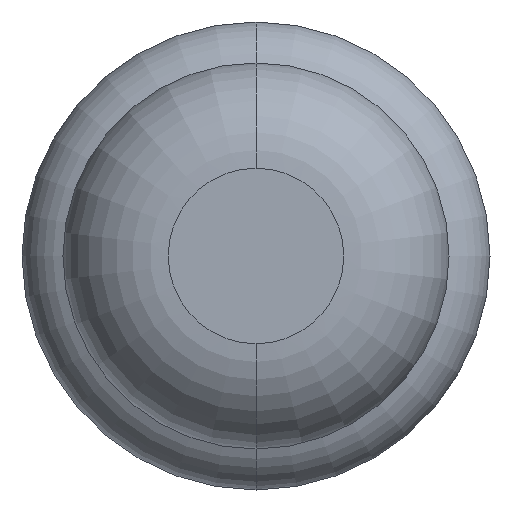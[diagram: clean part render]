
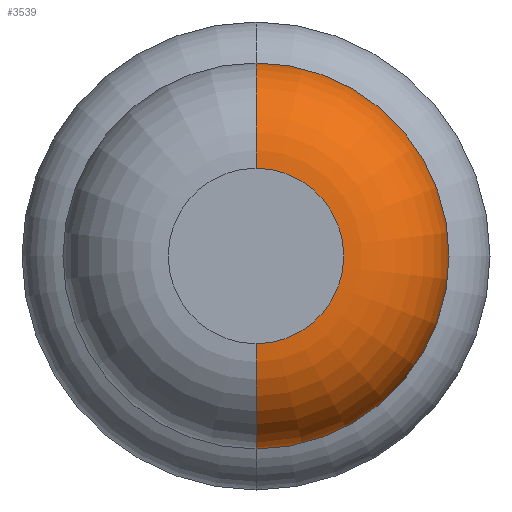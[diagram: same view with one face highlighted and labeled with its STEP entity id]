
A CAD part, front view. The second image highlights one B-rep face of the part: STEP entity #3539.
In plain terms, the highlighted toroidal (fillet/blend) face has major radius 0.375 mm and minor radius 0.45 mm.
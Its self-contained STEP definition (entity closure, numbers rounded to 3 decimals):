
#44 = CIRCLE ( 'NONE', #1117, 0.45 ) ;
#46 = CARTESIAN_POINT ( 'NONE',  ( 0., -30.4, 0.375 ) ) ;
#253 = FACE_OUTER_BOUND ( 'NONE', #3169, .T. ) ;
#332 = EDGE_CURVE ( 'Defeature ausgef�hrt1_6+Defeature ausgef�hrt1_5+Defeature ausgef�hrt1_5+Defeature ausgef�hrt1_5', #1296, #3712, #4186, .T. ) ;
#546 = CARTESIAN_POINT ( 'NONE',  ( 0., -30.4, -0.375 ) ) ;
#557 = CARTESIAN_POINT ( 'NONE',  ( 0., -29.95, 0. ) ) ;
#839 = EDGE_CURVE ( 'Defeature ausgef�hrt1_7+Defeature ausgef�hrt1_6+Defeature ausgef�hrt1_6+Defeature ausgef�hrt1_6', #2046, #3304, #1014, .T. ) ;
#897 = EDGE_CURVE ( 'NONE', #3712, #3304, #1608, .T. ) ;
#1014 = CIRCLE ( 'NONE', #3575, 0.825 ) ;
#1039 = AXIS2_PLACEMENT_3D ( 'NONE', #3383, #1456, #3697 ) ;
#1117 = AXIS2_PLACEMENT_3D ( 'NONE', #1415, #3711, #2730 ) ;
#1243 = DIRECTION ( 'NONE',  ( 0., 1., 0. ) ) ;
#1296 = VERTEX_POINT ( 'NONE', #46 ) ;
#1407 = ORIENTED_EDGE ( 'NONE', *, *, #332, .T. ) ;
#1415 = CARTESIAN_POINT ( 'NONE',  ( 0., -29.95, 0.375 ) ) ;
#1456 = DIRECTION ( 'NONE',  ( 0., 1., 0. ) ) ;
#1479 = ORIENTED_EDGE ( 'NONE', *, *, #839, .F. ) ;
#1568 = DIRECTION ( 'NONE',  ( 1., 0., 0. ) ) ;
#1608 = CIRCLE ( 'NONE', #2013, 0.45 ) ;
#1839 = DIRECTION ( 'NONE',  ( 0., 1., 0. ) ) ;
#2013 = AXIS2_PLACEMENT_3D ( 'NONE', #3846, #1568, #2254 ) ;
#2046 = VERTEX_POINT ( 'NONE', #3682 ) ;
#2254 = DIRECTION ( 'NONE',  ( 0., 0., -1. ) ) ;
#2537 = DIRECTION ( 'NONE',  ( 0., 0., 1. ) ) ;
#2548 = DIRECTION ( 'NONE',  ( 0., 0., 1. ) ) ;
#2631 = CARTESIAN_POINT ( 'NONE',  ( 0., -29.95, -0.825 ) ) ;
#2730 = DIRECTION ( 'NONE',  ( 0., 0., 1. ) ) ;
#3169 = EDGE_LOOP ( 'NONE', ( #1407, #3779, #1479, #3553 ) ) ;
#3203 = CARTESIAN_POINT ( 'NONE',  ( 0., -30.4, 0. ) ) ;
#3304 = VERTEX_POINT ( 'NONE', #2631 ) ;
#3383 = CARTESIAN_POINT ( 'NONE',  ( 0., -29.95, 0. ) ) ;
#3539 = ADVANCED_FACE ( 'Defeature ausgef�hrt1_6', ( #253 ), #3804, .T. ) ;
#3545 = EDGE_CURVE ( 'NONE', #1296, #2046, #44, .T. ) ;
#3553 = ORIENTED_EDGE ( 'NONE', *, *, #3545, .F. ) ;
#3575 = AXIS2_PLACEMENT_3D ( 'NONE', #557, #1243, #2548 ) ;
#3682 = CARTESIAN_POINT ( 'NONE',  ( 0., -29.95, 0.825 ) ) ;
#3697 = DIRECTION ( 'NONE',  ( 0., 0., 1. ) ) ;
#3711 = DIRECTION ( 'NONE',  ( -1., 0., 0. ) ) ;
#3712 = VERTEX_POINT ( 'NONE', #546 ) ;
#3779 = ORIENTED_EDGE ( 'NONE', *, *, #897, .T. ) ;
#3804 = TOROIDAL_SURFACE ( 'NONE', #1039, 0.375, 0.45 ) ;
#3846 = CARTESIAN_POINT ( 'NONE',  ( 0., -29.95, -0.375 ) ) ;
#3870 = AXIS2_PLACEMENT_3D ( 'NONE', #3203, #1839, #2537 ) ;
#4186 = CIRCLE ( 'NONE', #3870, 0.375 ) ;
